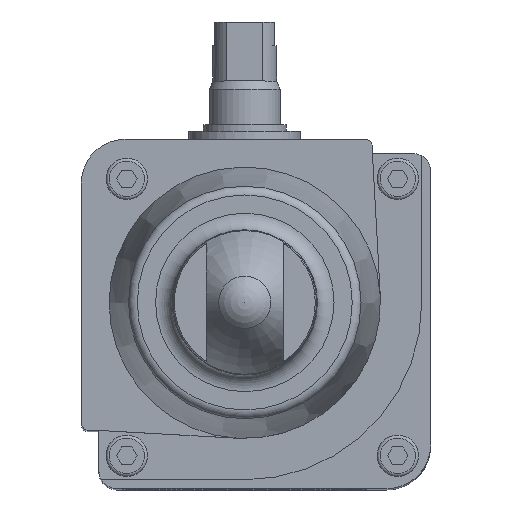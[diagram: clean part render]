
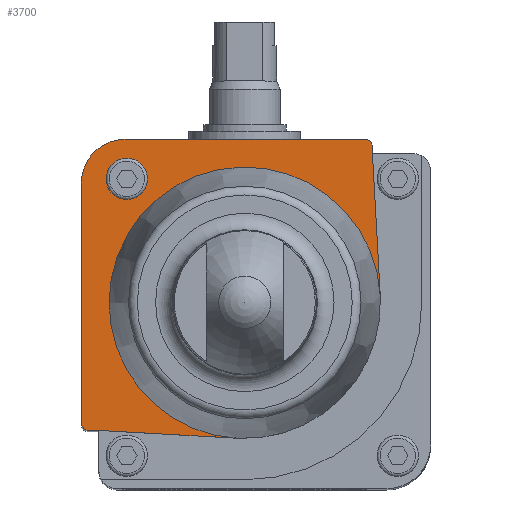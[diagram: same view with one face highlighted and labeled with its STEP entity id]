
A CAD part, top view. The second image highlights one B-rep face of the part: STEP entity #3700.
In plain terms, the highlighted planar face has unit normal (0, 0, 1).
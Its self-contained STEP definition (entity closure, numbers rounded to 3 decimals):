
#121=PLANE('',#4000);
#281=LINE('',#5664,#587);
#282=LINE('',#5669,#588);
#283=LINE('',#5671,#589);
#284=LINE('',#5675,#590);
#285=LINE('',#5679,#591);
#286=LINE('',#5683,#592);
#587=VECTOR('',#4487,1000.);
#588=VECTOR('',#4490,1000.);
#589=VECTOR('',#4491,1000.);
#590=VECTOR('',#4494,1000.);
#591=VECTOR('',#4497,1000.);
#592=VECTOR('',#4500,1000.);
#917=ORIENTED_EDGE('',*,*,#1887,.T.);
#918=ORIENTED_EDGE('',*,*,#1888,.F.);
#919=ORIENTED_EDGE('',*,*,#1889,.T.);
#920=ORIENTED_EDGE('',*,*,#1890,.F.);
#921=ORIENTED_EDGE('',*,*,#1891,.T.);
#922=ORIENTED_EDGE('',*,*,#1892,.T.);
#923=ORIENTED_EDGE('',*,*,#1893,.T.);
#924=ORIENTED_EDGE('',*,*,#1894,.T.);
#925=ORIENTED_EDGE('',*,*,#1895,.T.);
#926=ORIENTED_EDGE('',*,*,#1896,.T.);
#927=ORIENTED_EDGE('',*,*,#1897,.T.);
#1887=EDGE_CURVE('',#2370,#2370,#2722,.T.);
#1888=EDGE_CURVE('',#2371,#2372,#281,.T.);
#1889=EDGE_CURVE('',#2371,#2373,#2723,.T.);
#1890=EDGE_CURVE('',#2374,#2373,#282,.T.);
#1891=EDGE_CURVE('',#2374,#2375,#283,.T.);
#1892=EDGE_CURVE('',#2375,#2376,#2724,.T.);
#1893=EDGE_CURVE('',#2376,#2377,#284,.T.);
#1894=EDGE_CURVE('',#2377,#2378,#2725,.T.);
#1895=EDGE_CURVE('',#2378,#2379,#285,.T.);
#1896=EDGE_CURVE('',#2379,#2380,#2726,.T.);
#1897=EDGE_CURVE('',#2380,#2372,#286,.T.);
#2370=VERTEX_POINT('',#5663);
#2371=VERTEX_POINT('',#5665);
#2372=VERTEX_POINT('',#5666);
#2373=VERTEX_POINT('',#5668);
#2374=VERTEX_POINT('',#5670);
#2375=VERTEX_POINT('',#5672);
#2376=VERTEX_POINT('',#5674);
#2377=VERTEX_POINT('',#5676);
#2378=VERTEX_POINT('',#5678);
#2379=VERTEX_POINT('',#5680);
#2380=VERTEX_POINT('',#5682);
#2722=CIRCLE('',#4001,3.5);
#2723=CIRCLE('',#4002,23.);
#2724=CIRCLE('',#4003,1.184);
#2725=CIRCLE('',#4004,7.4);
#2726=CIRCLE('',#4005,1.184);
#2886=EDGE_LOOP('',(#917));
#2887=EDGE_LOOP('',(#918,#919,#920,#921,#922,#923,#924,#925,#926,#927));
#3258=FACE_BOUND('',#2886,.T.);
#3259=FACE_BOUND('',#2887,.T.);
#3700=ADVANCED_FACE('',(#3258,#3259),#121,.T.);
#4000=AXIS2_PLACEMENT_3D('',#5661,#4483,#4484);
#4001=AXIS2_PLACEMENT_3D('',#5662,#4485,#4486);
#4002=AXIS2_PLACEMENT_3D('',#5667,#4488,#4489);
#4003=AXIS2_PLACEMENT_3D('',#5673,#4492,#4493);
#4004=AXIS2_PLACEMENT_3D('',#5677,#4495,#4496);
#4005=AXIS2_PLACEMENT_3D('',#5681,#4498,#4499);
#4483=DIRECTION('',(0.,0.,1.));
#4484=DIRECTION('',(1.,0.,0.));
#4485=DIRECTION('',(0.,0.,-1.));
#4486=DIRECTION('',(-1.,0.,0.));
#4487=DIRECTION('',(-0.998,0.057,0.));
#4488=DIRECTION('',(0.,0.,-1.));
#4489=DIRECTION('',(-1.,0.,0.));
#4490=DIRECTION('',(0.055,-0.998,0.));
#4491=DIRECTION('',(0.,1.,0.));
#4492=DIRECTION('',(0.,0.,1.));
#4493=DIRECTION('',(1.,0.,0.));
#4494=DIRECTION('',(-1.,0.,0.));
#4495=DIRECTION('',(0.,0.,1.));
#4496=DIRECTION('',(1.,0.,0.));
#4497=DIRECTION('',(0.,-1.,0.));
#4498=DIRECTION('',(0.,0.,1.));
#4499=DIRECTION('',(1.,0.,0.));
#4500=DIRECTION('',(1.,0.,0.));
#5661=CARTESIAN_POINT('',(-26.516,-20.446,67.65));
#5662=CARTESIAN_POINT('',(-20.,21.,67.65));
#5663=CARTESIAN_POINT('',(-23.5,21.,67.65));
#5664=CARTESIAN_POINT('',(-1.306,-22.963,67.65));
#5665=CARTESIAN_POINT('',(-1.306,-22.963,67.65));
#5666=CARTESIAN_POINT('',(-24.74,-21.63,67.65));
#5667=CARTESIAN_POINT('',(0.,0.,67.65));
#5668=CARTESIAN_POINT('',(22.965,1.274,67.65));
#5669=CARTESIAN_POINT('',(21.63,25.33,67.65));
#5670=CARTESIAN_POINT('',(21.63,25.33,67.65));
#5671=CARTESIAN_POINT('',(21.63,25.33,67.65));
#5672=CARTESIAN_POINT('',(21.63,26.516,67.65));
#5673=CARTESIAN_POINT('',(20.446,26.516,67.65));
#5674=CARTESIAN_POINT('',(20.446,27.7,67.65));
#5675=CARTESIAN_POINT('',(20.446,27.7,67.65));
#5676=CARTESIAN_POINT('',(-20.3,27.7,67.65));
#5677=CARTESIAN_POINT('',(-20.3,20.3,67.65));
#5678=CARTESIAN_POINT('',(-27.7,20.3,67.65));
#5679=CARTESIAN_POINT('',(-27.7,20.3,67.65));
#5680=CARTESIAN_POINT('',(-27.7,-20.446,67.65));
#5681=CARTESIAN_POINT('',(-26.516,-20.446,67.65));
#5682=CARTESIAN_POINT('',(-26.516,-21.63,67.65));
#5683=CARTESIAN_POINT('',(-26.516,-21.63,67.65));
